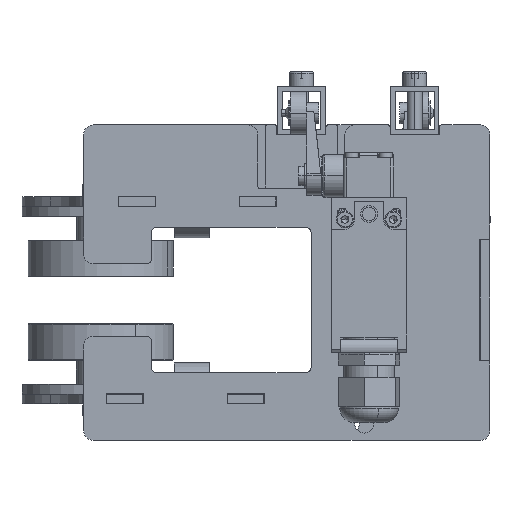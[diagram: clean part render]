
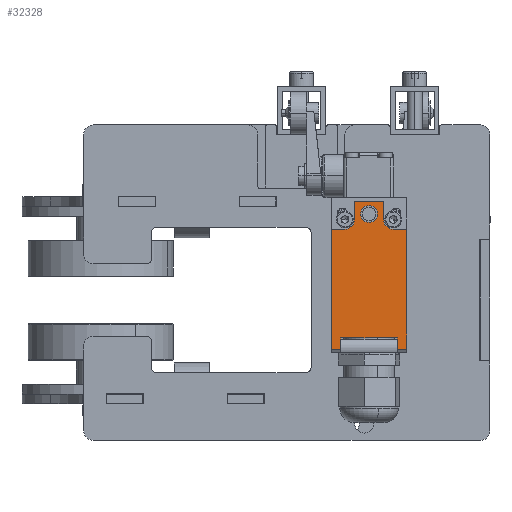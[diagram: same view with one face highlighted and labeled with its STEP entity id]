
A CAD part, left-side view. The second image highlights one B-rep face of the part: STEP entity #32328.
In plain terms, the highlighted face is planar.
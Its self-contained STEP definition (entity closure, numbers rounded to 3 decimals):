
#32 = AXIS2_PLACEMENT_3D ( 'NONE', #4365, #14688, #19230 ) ;
#115 = VERTEX_POINT ( 'NONE', #27147 ) ;
#170 = DIRECTION ( 'NONE',  ( 0., 0., -1. ) ) ;
#444 = ORIENTED_EDGE ( 'NONE', *, *, #29552, .T. ) ;
#575 = ORIENTED_EDGE ( 'NONE', *, *, #15314, .F. ) ;
#1229 = DIRECTION ( 'NONE',  ( 0., 1., 0. ) ) ;
#1300 = FACE_OUTER_BOUND ( 'NONE', #11226, .T. ) ;
#1467 = EDGE_CURVE ( 'NONE', #15495, #6771, #12682, .T. ) ;
#1775 = EDGE_CURVE ( 'NONE', #6771, #15495, #29626, .T. ) ;
#1805 = EDGE_LOOP ( 'NONE', ( #26750, #1964 ) ) ;
#1964 = ORIENTED_EDGE ( 'NONE', *, *, #1467, .F. ) ;
#2188 = VERTEX_POINT ( 'NONE', #17055 ) ;
#2405 = CARTESIAN_POINT ( 'NONE',  ( 5., 54.5, 30. ) ) ;
#2499 = CARTESIAN_POINT ( 'NONE',  ( 26.5, 43., 30. ) ) ;
#2534 = CARTESIAN_POINT ( 'NONE',  ( 22.75, -2., 30. ) ) ;
#3149 = CARTESIAN_POINT ( 'NONE',  ( 21., 43., 30. ) ) ;
#3419 = LINE ( 'NONE', #8351, #19365 ) ;
#3738 = DIRECTION ( 'NONE',  ( 1., 0., 0. ) ) ;
#3944 = LINE ( 'NONE', #11722, #21539 ) ;
#3985 = CARTESIAN_POINT ( 'NONE',  ( 5., 54.5, 30. ) ) ;
#4010 = PLANE ( 'NONE',  #32 ) ;
#4123 = EDGE_CURVE ( 'NONE', #115, #9964, #11405, .T. ) ;
#4365 = CARTESIAN_POINT ( 'NONE',  ( 1., 47., 30. ) ) ;
#4457 = CARTESIAN_POINT ( 'NONE',  ( -4.5, -2., 30. ) ) ;
#4788 = CARTESIAN_POINT ( 'NONE',  ( 11., 49.25, 30. ) ) ;
#5193 = LINE ( 'NONE', #3149, #23758 ) ;
#5285 = LINE ( 'NONE', #2405, #26441 ) ;
#5496 = LINE ( 'NONE', #15465, #30271 ) ;
#5820 = CARTESIAN_POINT ( 'NONE',  ( 5., 54.5, 30. ) ) ;
#6128 = EDGE_CURVE ( 'NONE', #9964, #30515, #5193, .T. ) ;
#6771 = VERTEX_POINT ( 'NONE', #32851 ) ;
#7728 = LINE ( 'NONE', #8058, #21915 ) ;
#7893 = ORIENTED_EDGE ( 'NONE', *, *, #13739, .F. ) ;
#8058 = CARTESIAN_POINT ( 'NONE',  ( 22.75, -2., 30. ) ) ;
#8351 = CARTESIAN_POINT ( 'NONE',  ( -0.75, -2., 30. ) ) ;
#8427 = ORIENTED_EDGE ( 'NONE', *, *, #26476, .T. ) ;
#8488 = CIRCLE ( 'NONE', #11154, 4. ) ;
#8876 = ORIENTED_EDGE ( 'NONE', *, *, #4123, .T. ) ;
#9031 = VERTEX_POINT ( 'NONE', #3985 ) ;
#9588 = ORIENTED_EDGE ( 'NONE', *, *, #9765, .T. ) ;
#9765 = EDGE_CURVE ( 'NONE', #10384, #18324, #31754, .T. ) ;
#9863 = LINE ( 'NONE', #30472, #28575 ) ;
#9964 = VERTEX_POINT ( 'NONE', #2499 ) ;
#10185 = DIRECTION ( 'NONE',  ( 1., 0., 0. ) ) ;
#10384 = VERTEX_POINT ( 'NONE', #17190 ) ;
#10504 = ORIENTED_EDGE ( 'NONE', *, *, #6128, .T. ) ;
#10543 = EDGE_CURVE ( 'NONE', #30114, #17155, #7728, .T. ) ;
#10603 = DIRECTION ( 'NONE',  ( -1., 0., 0. ) ) ;
#11044 = DIRECTION ( 'NONE',  ( -1., 0., 0. ) ) ;
#11154 = AXIS2_PLACEMENT_3D ( 'NONE', #31813, #11518, #31492 ) ;
#11184 = VECTOR ( 'NONE', #1229, 1000. ) ;
#11217 = LINE ( 'NONE', #5820, #17685 ) ;
#11226 = EDGE_LOOP ( 'NONE', ( #444, #575, #7893, #14082, #17187, #17170, #8876, #10504, #8427, #18892, #22435, #17087, #9588, #11234 ) ) ;
#11234 = ORIENTED_EDGE ( 'NONE', *, *, #13071, .T. ) ;
#11405 = LINE ( 'NONE', #29323, #25734 ) ;
#11518 = DIRECTION ( 'NONE',  ( 0., 0., -1. ) ) ;
#11722 = CARTESIAN_POINT ( 'NONE',  ( -4.5, -2., 30. ) ) ;
#12125 = AXIS2_PLACEMENT_3D ( 'NONE', #4788, #32859, #17478 ) ;
#12682 = CIRCLE ( 'NONE', #12125, 3.5 ) ;
#13071 = EDGE_CURVE ( 'NONE', #18324, #24042, #9863, .T. ) ;
#13530 = DIRECTION ( 'NONE',  ( 1., 0., 0. ) ) ;
#13739 = EDGE_CURVE ( 'NONE', #2188, #32000, #3419, .T. ) ;
#14082 = ORIENTED_EDGE ( 'NONE', *, *, #33325, .T. ) ;
#14096 = DIRECTION ( 'NONE',  ( 0., -1., 0. ) ) ;
#14509 = VERTEX_POINT ( 'NONE', #23655 ) ;
#14553 = CARTESIAN_POINT ( 'NONE',  ( -0.75, -6.6, 30. ) ) ;
#14688 = DIRECTION ( 'NONE',  ( 0., 0., 1. ) ) ;
#15055 = AXIS2_PLACEMENT_3D ( 'NONE', #17106, #26910, #3738 ) ;
#15314 = EDGE_CURVE ( 'NONE', #32000, #31744, #5496, .T. ) ;
#15465 = CARTESIAN_POINT ( 'NONE',  ( -0.75, -6.6, 30. ) ) ;
#15495 = VERTEX_POINT ( 'NONE', #24694 ) ;
#16319 = EDGE_CURVE ( 'NONE', #14509, #9031, #5285, .T. ) ;
#17055 = CARTESIAN_POINT ( 'NONE',  ( -0.75, -2., 30. ) ) ;
#17087 = ORIENTED_EDGE ( 'NONE', *, *, #23519, .T. ) ;
#17106 = CARTESIAN_POINT ( 'NONE',  ( 11., 49.25, 30. ) ) ;
#17133 = CARTESIAN_POINT ( 'NONE',  ( 17., 54.5, 30. ) ) ;
#17155 = VERTEX_POINT ( 'NONE', #22637 ) ;
#17170 = ORIENTED_EDGE ( 'NONE', *, *, #30661, .T. ) ;
#17187 = ORIENTED_EDGE ( 'NONE', *, *, #10543, .T. ) ;
#17190 = CARTESIAN_POINT ( 'NONE',  ( 5., 47., 30. ) ) ;
#17303 = LINE ( 'NONE', #4457, #18472 ) ;
#17478 = DIRECTION ( 'NONE',  ( 1., 0., 0. ) ) ;
#17685 = VECTOR ( 'NONE', #31675, 1000. ) ;
#18324 = VERTEX_POINT ( 'NONE', #25516 ) ;
#18391 = CARTESIAN_POINT ( 'NONE',  ( 22.75, -6.6, 30. ) ) ;
#18472 = VECTOR ( 'NONE', #10185, 1000. ) ;
#18669 = DIRECTION ( 'NONE',  ( 0., -1., 0. ) ) ;
#18892 = ORIENTED_EDGE ( 'NONE', *, *, #23684, .T. ) ;
#19169 = DIRECTION ( 'NONE',  ( 0., 1., 0. ) ) ;
#19230 = DIRECTION ( 'NONE',  ( 1., 0., 0. ) ) ;
#19346 = AXIS2_PLACEMENT_3D ( 'NONE', #31773, #170, #13530 ) ;
#19365 = VECTOR ( 'NONE', #14096, 1000. ) ;
#19835 = LINE ( 'NONE', #17133, #11184 ) ;
#20532 = VECTOR ( 'NONE', #23936, 1000. ) ;
#21400 = LINE ( 'NONE', #18391, #20532 ) ;
#21539 = VECTOR ( 'NONE', #29828, 1000. ) ;
#21915 = VECTOR ( 'NONE', #18669, 1000. ) ;
#22435 = ORIENTED_EDGE ( 'NONE', *, *, #16319, .T. ) ;
#22637 = CARTESIAN_POINT ( 'NONE',  ( 22.75, -6.6, 30. ) ) ;
#23519 = EDGE_CURVE ( 'NONE', #9031, #10384, #11217, .T. ) ;
#23655 = CARTESIAN_POINT ( 'NONE',  ( 17., 54.5, 30. ) ) ;
#23684 = EDGE_CURVE ( 'NONE', #33277, #14509, #19835, .T. ) ;
#23758 = VECTOR ( 'NONE', #10603, 1000. ) ;
#23936 = DIRECTION ( 'NONE',  ( 1., 0., 0. ) ) ;
#24042 = VERTEX_POINT ( 'NONE', #30657 ) ;
#24463 = FACE_BOUND ( 'NONE', #1805, .T. ) ;
#24694 = CARTESIAN_POINT ( 'NONE',  ( 7.5, 49.25, 30. ) ) ;
#24907 = CARTESIAN_POINT ( 'NONE',  ( 17., 47., 30. ) ) ;
#25166 = CARTESIAN_POINT ( 'NONE',  ( 21., 43., 30. ) ) ;
#25516 = CARTESIAN_POINT ( 'NONE',  ( 1., 43., 30. ) ) ;
#25734 = VECTOR ( 'NONE', #19169, 1000. ) ;
#26441 = VECTOR ( 'NONE', #30835, 1000. ) ;
#26476 = EDGE_CURVE ( 'NONE', #30515, #33277, #8488, .T. ) ;
#26566 = CARTESIAN_POINT ( 'NONE',  ( -4.5, -6.6, 30. ) ) ;
#26750 = ORIENTED_EDGE ( 'NONE', *, *, #1775, .F. ) ;
#26910 = DIRECTION ( 'NONE',  ( 0., 0., 1. ) ) ;
#27147 = CARTESIAN_POINT ( 'NONE',  ( 26.5, -6.6, 30. ) ) ;
#28575 = VECTOR ( 'NONE', #30967, 1000. ) ;
#29323 = CARTESIAN_POINT ( 'NONE',  ( 26.5, -2., 30. ) ) ;
#29552 = EDGE_CURVE ( 'NONE', #24042, #31744, #3944, .T. ) ;
#29626 = CIRCLE ( 'NONE', #15055, 3.5 ) ;
#29828 = DIRECTION ( 'NONE',  ( 0., -1., 0. ) ) ;
#30114 = VERTEX_POINT ( 'NONE', #2534 ) ;
#30271 = VECTOR ( 'NONE', #11044, 1000. ) ;
#30472 = CARTESIAN_POINT ( 'NONE',  ( -4.5, 43., 30. ) ) ;
#30515 = VERTEX_POINT ( 'NONE', #25166 ) ;
#30657 = CARTESIAN_POINT ( 'NONE',  ( -4.5, 43., 30. ) ) ;
#30661 = EDGE_CURVE ( 'NONE', #17155, #115, #21400, .T. ) ;
#30835 = DIRECTION ( 'NONE',  ( -1., 0., 0. ) ) ;
#30967 = DIRECTION ( 'NONE',  ( -1., 0., 0. ) ) ;
#31492 = DIRECTION ( 'NONE',  ( 1., 0., 0. ) ) ;
#31675 = DIRECTION ( 'NONE',  ( 0., -1., 0. ) ) ;
#31744 = VERTEX_POINT ( 'NONE', #26566 ) ;
#31754 = CIRCLE ( 'NONE', #19346, 4. ) ;
#31773 = CARTESIAN_POINT ( 'NONE',  ( 1., 47., 30. ) ) ;
#31813 = CARTESIAN_POINT ( 'NONE',  ( 21., 47., 30. ) ) ;
#32000 = VERTEX_POINT ( 'NONE', #14553 ) ;
#32328 = ADVANCED_FACE ( 'NONE', ( #24463, #1300 ), #4010, .T. ) ;
#32851 = CARTESIAN_POINT ( 'NONE',  ( 14.5, 49.25, 30. ) ) ;
#32859 = DIRECTION ( 'NONE',  ( 0., 0., 1. ) ) ;
#33277 = VERTEX_POINT ( 'NONE', #24907 ) ;
#33325 = EDGE_CURVE ( 'NONE', #2188, #30114, #17303, .T. ) ;
